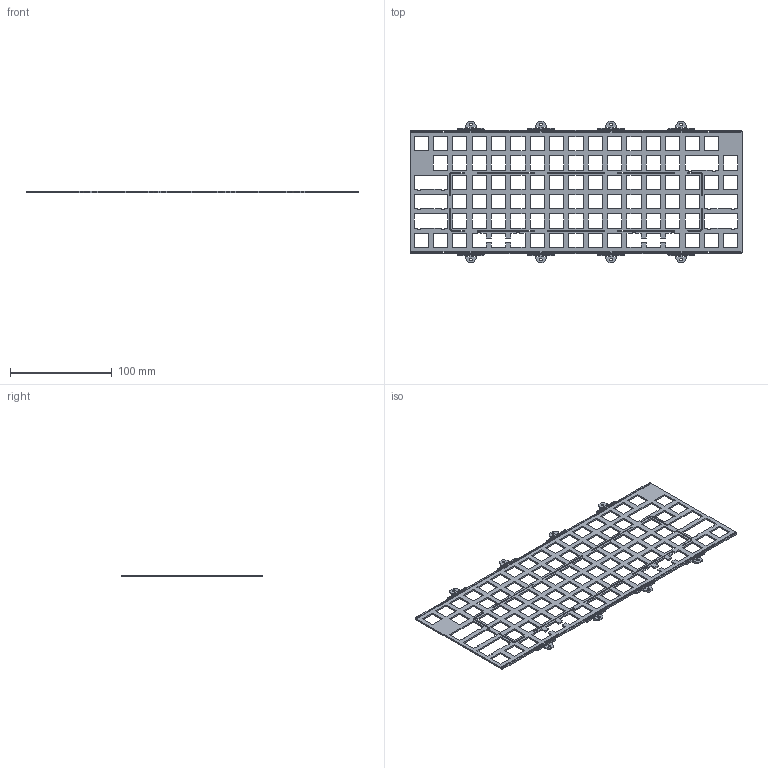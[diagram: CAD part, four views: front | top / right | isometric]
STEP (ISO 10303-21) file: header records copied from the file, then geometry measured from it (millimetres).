
FILE_DESCRIPTION (( 'STEP AP214' ), '1' );
FILE_NAME ('Orthonite87_Plate_001.STEP', '2021-08-27T02:42:43', ( '' ), ( '' ), 'SwSTEP 2.0', 'SolidWorks 2021', '' );
FILE_SCHEMA (( 'AUTOMOTIVE_DESIGN' ));
Length unit declared in the file: millimetre
Products named in the file (1): Orthonite87_Plate_001
Bounding box: 326.8 x 139.25 x 1.52 mm (x, y, z)
Volume: 28883.5 mm3; surface area: 52149.2 mm2
Topology: 1 solids, 1 shells, 828 faces, 2462 edges, 1636 vertices
Faces by surface type: plane 606, cylinder 206, cone 16
Entity records: 28104 total; most frequent: CARTESIAN_POINT 4927, ORIENTED_EDGE 4924, DIRECTION 4548, EDGE_CURVE 2462, VECTOR 2034, LINE 2034, VERTEX_POINT 1636, AXIS2_PLACEMENT_3D 1257
